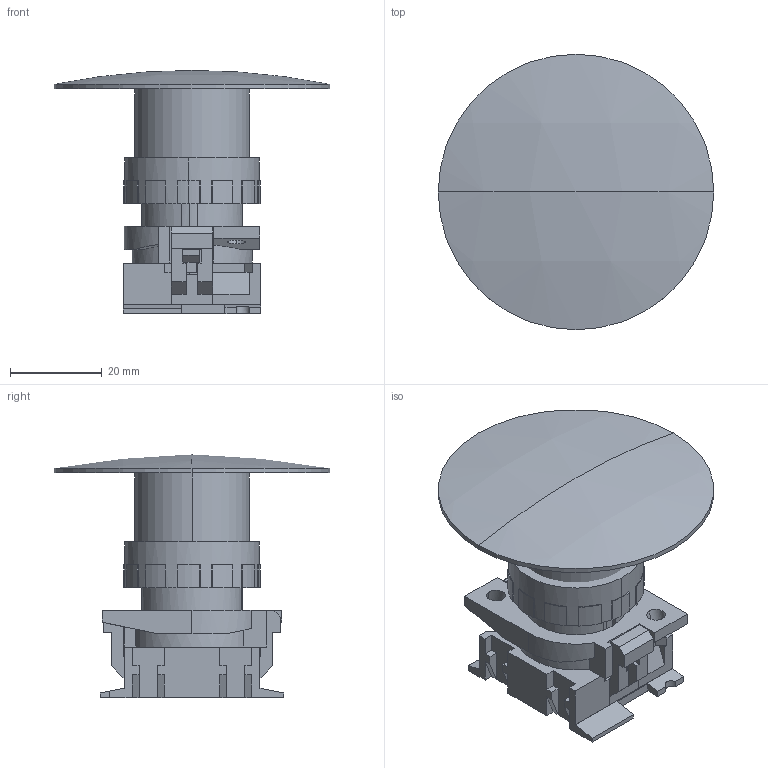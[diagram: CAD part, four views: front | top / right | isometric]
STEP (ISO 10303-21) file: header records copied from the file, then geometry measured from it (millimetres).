
FILE_DESCRIPTION (( 'STEP AP214' ), '1' );
FILE_NAME ('08_534_0.STEP', '2016-08-03T12:03:41', ( '' ), ( '' ), 'SwSTEP 2.0', 'SolidWorks 2016', '' );
FILE_SCHEMA (( 'AUTOMOTIVE_DESIGN' ));
Length unit declared in the file: millimetre
Products named in the file (1): 08_534_0
Bounding box: 60 x 60 x 52.93 mm (x, y, z)
Volume: 42310.3 mm3; surface area: 18188.2 mm2
Topology: 4 solids, 4 shells, 311 faces, 879 edges, 578 vertices
Faces by surface type: plane 259, cylinder 46, cone 4, sphere 2
Entity records: 10050 total; most frequent: CARTESIAN_POINT 1817, ORIENTED_EDGE 1758, DIRECTION 1631, EDGE_CURVE 879, VECTOR 719, LINE 719, VERTEX_POINT 578, AXIS2_PLACEMENT_3D 456
